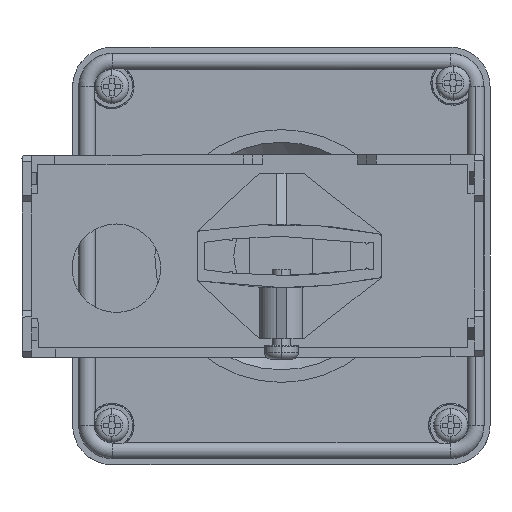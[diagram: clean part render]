
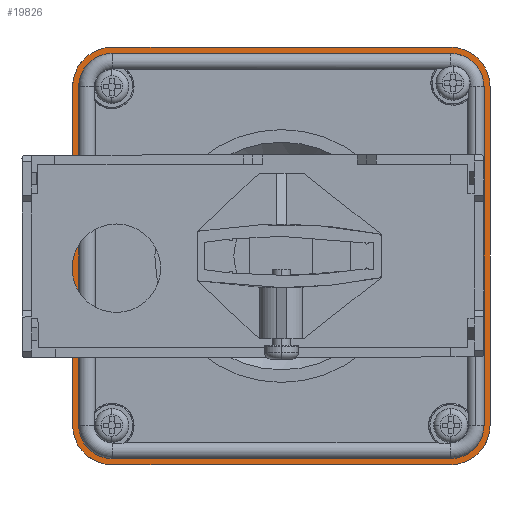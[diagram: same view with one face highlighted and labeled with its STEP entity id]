
A CAD part, left-side view. The second image highlights one B-rep face of the part: STEP entity #19826.
In plain terms, the highlighted planar face has unit normal (-1, 0, 0).
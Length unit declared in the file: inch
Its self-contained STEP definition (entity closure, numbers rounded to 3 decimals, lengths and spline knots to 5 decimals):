
#390 = CARTESIAN_POINT ( 'NONE',  ( 0.05157, 1.2622, 1.05315 ) ) ;
#498 = LINE ( 'NONE', #12131, #10486 ) ;
#1197 = DIRECTION ( 'NONE',  ( -1., 0., 0. ) ) ;
#1952 = CARTESIAN_POINT ( 'NONE',  ( 0.05157, -1.05315, 1.2622 ) ) ;
#2027 = ORIENTED_EDGE ( 'NONE', *, *, #25873, .F. ) ;
#2159 = PLANE ( 'NONE',  #29857 ) ;
#2568 = CARTESIAN_POINT ( 'NONE',  ( 0.05157, 1.05315, -1.05315 ) ) ;
#2579 = VECTOR ( 'NONE', #24806, 39.37008 ) ;
#2619 = AXIS2_PLACEMENT_3D ( 'NONE', #5746, #26493, #19384 ) ;
#2717 = CIRCLE ( 'NONE', #21520, 0.24409 ) ;
#2770 = CARTESIAN_POINT ( 'NONE',  ( 0.05157, 1.29921, 0. ) ) ;
#2873 = EDGE_CURVE ( 'NONE', #17559, #15129, #22321, .T. ) ;
#3705 = DIRECTION ( 'NONE',  ( 0., 0., -1. ) ) ;
#3713 = AXIS2_PLACEMENT_3D ( 'NONE', #12808, #22246, #19930 ) ;
#4147 = VECTOR ( 'NONE', #24754, 39.37008 ) ;
#4321 = FACE_BOUND ( 'NONE', #6331, .T. ) ;
#4944 = ORIENTED_EDGE ( 'NONE', *, *, #8570, .T. ) ;
#5300 = ORIENTED_EDGE ( 'NONE', *, *, #24896, .T. ) ;
#5399 = DIRECTION ( 'NONE',  ( 0., 0., -1. ) ) ;
#5550 = AXIS2_PLACEMENT_3D ( 'NONE', #15814, #20014, #20167 ) ;
#5601 = VERTEX_POINT ( 'NONE', #390 ) ;
#5682 = VERTEX_POINT ( 'NONE', #17732 ) ;
#5746 = CARTESIAN_POINT ( 'NONE',  ( 0.05157, -1.05512, -1.05512 ) ) ;
#5874 = ORIENTED_EDGE ( 'NONE', *, *, #10777, .F. ) ;
#5982 = VERTEX_POINT ( 'NONE', #12130 ) ;
#6005 = AXIS2_PLACEMENT_3D ( 'NONE', #24597, #1197, #5399 ) ;
#6016 = LINE ( 'NONE', #7893, #4147 ) ;
#6331 = EDGE_LOOP ( 'NONE', ( #26177, #2027, #5874, #13351, #22431, #22169, #5300, #18786 ) ) ;
#6569 = VERTEX_POINT ( 'NONE', #7032 ) ;
#6691 = EDGE_LOOP ( 'NONE', ( #29502, #25823, #23700, #16012, #13967, #6989, #19813, #4944 ) ) ;
#6989 = ORIENTED_EDGE ( 'NONE', *, *, #18682, .T. ) ;
#7024 = AXIS2_PLACEMENT_3D ( 'NONE', #2568, #23502, #23962 ) ;
#7032 = CARTESIAN_POINT ( 'NONE',  ( 0.05157, -1.2622, 1.05315 ) ) ;
#7611 = CIRCLE ( 'NONE', #30346, 0.20906 ) ;
#7623 = EDGE_CURVE ( 'NONE', #5982, #6569, #9830, .T. ) ;
#7725 = CARTESIAN_POINT ( 'NONE',  ( 0.05157, 1.05512, 1.29921 ) ) ;
#7893 = CARTESIAN_POINT ( 'NONE',  ( 0.05157, -1.29921, 0. ) ) ;
#8406 = LINE ( 'NONE', #24976, #10020 ) ;
#8570 = EDGE_CURVE ( 'NONE', #18787, #19962, #2717, .T. ) ;
#8683 = CARTESIAN_POINT ( 'NONE',  ( 0.05157, 0., 0. ) ) ;
#8841 = FACE_OUTER_BOUND ( 'NONE', #6691, .T. ) ;
#8986 = EDGE_CURVE ( 'NONE', #26318, #11719, #30424, .T. ) ;
#9333 = VERTEX_POINT ( 'NONE', #25705 ) ;
#9465 = EDGE_CURVE ( 'NONE', #11719, #17559, #12240, .T. ) ;
#9830 = LINE ( 'NONE', #14172, #14220 ) ;
#10002 = CARTESIAN_POINT ( 'NONE',  ( 0.05157, 1.05512, -1.29921 ) ) ;
#10020 = VECTOR ( 'NONE', #13056, 39.37008 ) ;
#10287 = VERTEX_POINT ( 'NONE', #29670 ) ;
#10486 = VECTOR ( 'NONE', #26524, 39.37008 ) ;
#10777 = EDGE_CURVE ( 'NONE', #6569, #23844, #26231, .T. ) ;
#10868 = CARTESIAN_POINT ( 'NONE',  ( 0.05157, 0., 1.29921 ) ) ;
#11640 = CARTESIAN_POINT ( 'NONE',  ( 0.05157, 1.29921, -1.05512 ) ) ;
#11719 = VERTEX_POINT ( 'NONE', #25014 ) ;
#11844 = DIRECTION ( 'NONE',  ( 0., 0., 1. ) ) ;
#12130 = CARTESIAN_POINT ( 'NONE',  ( 0.05157, -1.2622, -1.05315 ) ) ;
#12131 = CARTESIAN_POINT ( 'NONE',  ( 0.05157, 0., -1.29921 ) ) ;
#12240 = LINE ( 'NONE', #2770, #15117 ) ;
#12542 = CARTESIAN_POINT ( 'NONE',  ( 0.05157, -1.05512, 1.29921 ) ) ;
#12695 = DIRECTION ( 'NONE',  ( 0., 0., -1. ) ) ;
#12808 = CARTESIAN_POINT ( 'NONE',  ( 0.05157, 1.05512, 1.05512 ) ) ;
#13056 = DIRECTION ( 'NONE',  ( 0., 1., 0. ) ) ;
#13351 = ORIENTED_EDGE ( 'NONE', *, *, #7623, .F. ) ;
#13698 = DIRECTION ( 'NONE',  ( -1., 0., 0. ) ) ;
#13967 = ORIENTED_EDGE ( 'NONE', *, *, #14532, .T. ) ;
#14172 = CARTESIAN_POINT ( 'NONE',  ( 0.05157, -1.2622, 1.05315 ) ) ;
#14220 = VECTOR ( 'NONE', #11844, 39.37008 ) ;
#14249 = CARTESIAN_POINT ( 'NONE',  ( 0.05157, -1.05315, -1.2622 ) ) ;
#14532 = EDGE_CURVE ( 'NONE', #15129, #29171, #498, .T. ) ;
#14604 = EDGE_CURVE ( 'NONE', #5601, #5682, #18907, .T. ) ;
#15117 = VECTOR ( 'NONE', #12695, 39.37008 ) ;
#15129 = VERTEX_POINT ( 'NONE', #10002 ) ;
#15814 = CARTESIAN_POINT ( 'NONE',  ( 0.05157, 1.05315, 1.05315 ) ) ;
#16012 = ORIENTED_EDGE ( 'NONE', *, *, #2873, .T. ) ;
#16108 = VERTEX_POINT ( 'NONE', #24242 ) ;
#16426 = CIRCLE ( 'NONE', #7024, 0.20906 ) ;
#16882 = LINE ( 'NONE', #14249, #20909 ) ;
#17440 = EDGE_CURVE ( 'NONE', #19962, #26318, #27136, .T. ) ;
#17513 = LINE ( 'NONE', #24925, #29382 ) ;
#17559 = VERTEX_POINT ( 'NONE', #11640 ) ;
#17732 = CARTESIAN_POINT ( 'NONE',  ( 0.05157, 1.05315, 1.2622 ) ) ;
#17940 = DIRECTION ( 'NONE',  ( -1., 0., 0. ) ) ;
#18141 = DIRECTION ( 'NONE',  ( -1., 0., 0. ) ) ;
#18682 = EDGE_CURVE ( 'NONE', #29171, #28840, #19472, .T. ) ;
#18786 = ORIENTED_EDGE ( 'NONE', *, *, #29567, .F. ) ;
#18787 = VERTEX_POINT ( 'NONE', #20597 ) ;
#18907 = CIRCLE ( 'NONE', #5550, 0.20906 ) ;
#19375 = EDGE_CURVE ( 'NONE', #5982, #9333, #7611, .T. ) ;
#19384 = DIRECTION ( 'NONE',  ( 0., 0., -1. ) ) ;
#19472 = CIRCLE ( 'NONE', #2619, 0.24409 ) ;
#19813 = ORIENTED_EDGE ( 'NONE', *, *, #20078, .T. ) ;
#19826 = ADVANCED_FACE ( 'NONE', ( #4321, #8841 ), #2159, .T. ) ;
#19930 = DIRECTION ( 'NONE',  ( 0., 0., -1. ) ) ;
#19931 = CARTESIAN_POINT ( 'NONE',  ( 0.05157, -1.05315, -1.05315 ) ) ;
#19962 = VERTEX_POINT ( 'NONE', #12542 ) ;
#20014 = DIRECTION ( 'NONE',  ( 1., 0., 0. ) ) ;
#20078 = EDGE_CURVE ( 'NONE', #28840, #18787, #6016, .T. ) ;
#20167 = DIRECTION ( 'NONE',  ( 0., 0., -1. ) ) ;
#20597 = CARTESIAN_POINT ( 'NONE',  ( 0.05157, -1.29921, 1.05512 ) ) ;
#20909 = VECTOR ( 'NONE', #24295, 39.37008 ) ;
#21520 = AXIS2_PLACEMENT_3D ( 'NONE', #25366, #17940, #22279 ) ;
#21758 = CARTESIAN_POINT ( 'NONE',  ( 0.05157, -1.29921, -1.05512 ) ) ;
#22169 = ORIENTED_EDGE ( 'NONE', *, *, #26322, .F. ) ;
#22246 = DIRECTION ( 'NONE',  ( -1., 0., 0. ) ) ;
#22279 = DIRECTION ( 'NONE',  ( 0., 0., -1. ) ) ;
#22321 = CIRCLE ( 'NONE', #6005, 0.24409 ) ;
#22431 = ORIENTED_EDGE ( 'NONE', *, *, #19375, .T. ) ;
#23140 = DIRECTION ( 'NONE',  ( 0., 0., -1. ) ) ;
#23502 = DIRECTION ( 'NONE',  ( 1., 0., 0. ) ) ;
#23700 = ORIENTED_EDGE ( 'NONE', *, *, #9465, .T. ) ;
#23747 = CARTESIAN_POINT ( 'NONE',  ( 0.05157, -1.05512, -1.29921 ) ) ;
#23844 = VERTEX_POINT ( 'NONE', #1952 ) ;
#23962 = DIRECTION ( 'NONE',  ( 0., 1., 0. ) ) ;
#24242 = CARTESIAN_POINT ( 'NONE',  ( 0.05157, 1.2622, -1.05315 ) ) ;
#24295 = DIRECTION ( 'NONE',  ( 0., -1., 0. ) ) ;
#24597 = CARTESIAN_POINT ( 'NONE',  ( 0.05157, 1.05512, -1.05512 ) ) ;
#24754 = DIRECTION ( 'NONE',  ( 0., 0., 1. ) ) ;
#24806 = DIRECTION ( 'NONE',  ( 0., 1., 0. ) ) ;
#24896 = EDGE_CURVE ( 'NONE', #10287, #16108, #16426, .T. ) ;
#24925 = CARTESIAN_POINT ( 'NONE',  ( 0.05157, 1.2622, -1.05315 ) ) ;
#24976 = CARTESIAN_POINT ( 'NONE',  ( 0.05157, 1.05315, 1.2622 ) ) ;
#25014 = CARTESIAN_POINT ( 'NONE',  ( 0.05157, 1.29921, 1.05512 ) ) ;
#25366 = CARTESIAN_POINT ( 'NONE',  ( 0.05157, -1.05512, 1.05512 ) ) ;
#25705 = CARTESIAN_POINT ( 'NONE',  ( 0.05157, -1.05315, -1.2622 ) ) ;
#25823 = ORIENTED_EDGE ( 'NONE', *, *, #8986, .T. ) ;
#25862 = DIRECTION ( 'NONE',  ( 0., 0., 1. ) ) ;
#25873 = EDGE_CURVE ( 'NONE', #23844, #5682, #8406, .T. ) ;
#26177 = ORIENTED_EDGE ( 'NONE', *, *, #14604, .T. ) ;
#26231 = CIRCLE ( 'NONE', #27215, 0.20906 ) ;
#26318 = VERTEX_POINT ( 'NONE', #7725 ) ;
#26322 = EDGE_CURVE ( 'NONE', #10287, #9333, #16882, .T. ) ;
#26493 = DIRECTION ( 'NONE',  ( -1., 0., 0. ) ) ;
#26524 = DIRECTION ( 'NONE',  ( 0., -1., 0. ) ) ;
#27136 = LINE ( 'NONE', #10868, #2579 ) ;
#27215 = AXIS2_PLACEMENT_3D ( 'NONE', #30408, #13698, #23140 ) ;
#28840 = VERTEX_POINT ( 'NONE', #21758 ) ;
#28910 = DIRECTION ( 'NONE',  ( 0., 0., -1. ) ) ;
#29171 = VERTEX_POINT ( 'NONE', #23747 ) ;
#29360 = DIRECTION ( 'NONE',  ( 1., 0., 0. ) ) ;
#29382 = VECTOR ( 'NONE', #3705, 39.37008 ) ;
#29502 = ORIENTED_EDGE ( 'NONE', *, *, #17440, .T. ) ;
#29567 = EDGE_CURVE ( 'NONE', #5601, #16108, #17513, .T. ) ;
#29670 = CARTESIAN_POINT ( 'NONE',  ( 0.05157, 1.05315, -1.2622 ) ) ;
#29857 = AXIS2_PLACEMENT_3D ( 'NONE', #8683, #18141, #25862 ) ;
#30346 = AXIS2_PLACEMENT_3D ( 'NONE', #19931, #29360, #28910 ) ;
#30408 = CARTESIAN_POINT ( 'NONE',  ( 0.05157, -1.05315, 1.05315 ) ) ;
#30424 = CIRCLE ( 'NONE', #3713, 0.24409 ) ;
